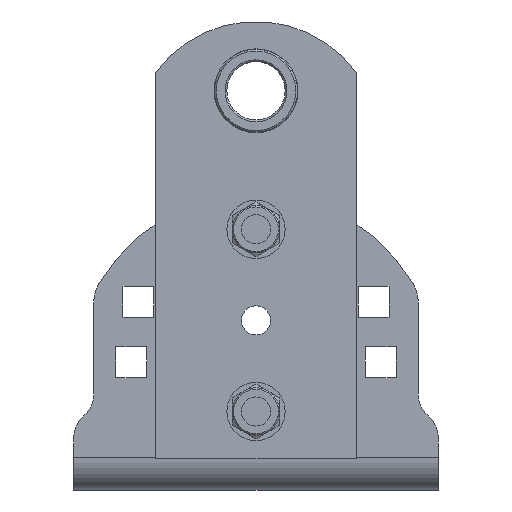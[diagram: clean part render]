
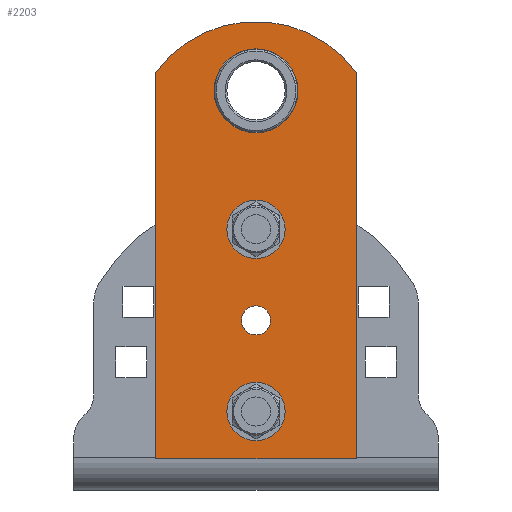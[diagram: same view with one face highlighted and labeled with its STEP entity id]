
A CAD part, front view. The second image highlights one B-rep face of the part: STEP entity #2203.
In plain terms, the highlighted planar face has unit normal (0, -1, 0).
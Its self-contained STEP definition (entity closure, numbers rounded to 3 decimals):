
#13 = DIRECTION ( 'NONE',  ( 0., 0., 1. ) ) ;
#40 = CARTESIAN_POINT ( 'NONE',  ( 63., 0., 0. ) ) ;
#67 = CARTESIAN_POINT ( 'NONE',  ( 38., 0., 4. ) ) ;
#81 = VECTOR ( 'NONE', #5024, 1000. ) ;
#121 = EDGE_CURVE ( 'NONE', #5018, #4047, #1931, .T. ) ;
#204 = VECTOR ( 'NONE', #4282, 1000. ) ;
#245 = DIRECTION ( 'NONE',  ( 0., -1., 0. ) ) ;
#251 = VERTEX_POINT ( 'NONE', #1752 ) ;
#310 = DIRECTION ( 'NONE',  ( 0., 0., -1. ) ) ;
#320 = VERTEX_POINT ( 'NONE', #2171 ) ;
#330 = VERTEX_POINT ( 'NONE', #650 ) ;
#352 = ORIENTED_EDGE ( 'NONE', *, *, #4575, .T. ) ;
#445 = DIRECTION ( 'NONE',  ( 0., 0., 1. ) ) ;
#540 = AXIS2_PLACEMENT_3D ( 'NONE', #5394, #245, #310 ) ;
#559 = EDGE_CURVE ( 'NONE', #4586, #251, #3415, .T. ) ;
#583 = EDGE_LOOP ( 'NONE', ( #713, #352 ) ) ;
#650 = CARTESIAN_POINT ( 'NONE',  ( 63., 0., 4. ) ) ;
#713 = ORIENTED_EDGE ( 'NONE', *, *, #2074, .T. ) ;
#749 = CARTESIAN_POINT ( 'NONE',  ( 38., 0., 0. ) ) ;
#838 = AXIS2_PLACEMENT_3D ( 'NONE', #4836, #2052, #4307 ) ;
#859 = CIRCLE ( 'NONE', #2915, 4. ) ;
#929 = EDGE_CURVE ( 'NONE', #2547, #5610, #3665, .T. ) ;
#932 = VECTOR ( 'NONE', #5487, 1000. ) ;
#935 = EDGE_LOOP ( 'NONE', ( #5339, #5722 ) ) ;
#976 = DIRECTION ( 'NONE',  ( 0., 1., 0. ) ) ;
#1072 = ORIENTED_EDGE ( 'NONE', *, *, #4330, .T. ) ;
#1222 = AXIS2_PLACEMENT_3D ( 'NONE', #2750, #4250, #13 ) ;
#1274 = DIRECTION ( 'NONE',  ( 0., 0., 1. ) ) ;
#1298 = EDGE_CURVE ( 'NONE', #1668, #4806, #5888, .T. ) ;
#1362 = EDGE_LOOP ( 'NONE', ( #5089, #1459, #2466, #4911 ) ) ;
#1363 = DIRECTION ( 'NONE',  ( 0., 1., 0. ) ) ;
#1399 = VERTEX_POINT ( 'NONE', #67 ) ;
#1459 = ORIENTED_EDGE ( 'NONE', *, *, #1474, .F. ) ;
#1474 = EDGE_CURVE ( 'NONE', #5610, #1668, #1500, .T. ) ;
#1500 = CIRCLE ( 'NONE', #4747, 34.009 ) ;
#1524 = CIRCLE ( 'NONE', #4591, 4. ) ;
#1668 = VERTEX_POINT ( 'NONE', #2504 ) ;
#1734 = PLANE ( 'NONE',  #540 ) ;
#1752 = CARTESIAN_POINT ( 'NONE',  ( 13., 0., -4. ) ) ;
#1862 = DIRECTION ( 'NONE',  ( 0., 0., -1. ) ) ;
#1926 = CARTESIAN_POINT ( 'NONE',  ( 101., 0., -11.5 ) ) ;
#1931 = CIRCLE ( 'NONE', #6076, 11.5 ) ;
#2035 = CARTESIAN_POINT ( 'NONE',  ( 13., 0., 4. ) ) ;
#2052 = DIRECTION ( 'NONE',  ( 0., 1., 0. ) ) ;
#2055 = ORIENTED_EDGE ( 'NONE', *, *, #121, .T. ) ;
#2074 = EDGE_CURVE ( 'NONE', #320, #1399, #3406, .T. ) ;
#2096 = DIRECTION ( 'NONE',  ( 0., 0., 1. ) ) ;
#2165 = EDGE_CURVE ( 'NONE', #4047, #5018, #4504, .T. ) ;
#2171 = CARTESIAN_POINT ( 'NONE',  ( 38., 0., -4. ) ) ;
#2203 = ADVANCED_FACE ( 'NONE', ( #4546, #3050, #4020, #6071, #4937 ), #1734, .T. ) ;
#2207 = CIRCLE ( 'NONE', #1222, 4. ) ;
#2231 = AXIS2_PLACEMENT_3D ( 'NONE', #4081, #3088, #1274 ) ;
#2271 = EDGE_CURVE ( 'NONE', #4642, #330, #859, .T. ) ;
#2392 = ORIENTED_EDGE ( 'NONE', *, *, #2271, .T. ) ;
#2395 = CARTESIAN_POINT ( 'NONE',  ( 0., 0., -27.5 ) ) ;
#2452 = EDGE_CURVE ( 'NONE', #4806, #2547, #3514, .T. ) ;
#2466 = ORIENTED_EDGE ( 'NONE', *, *, #929, .F. ) ;
#2504 = CARTESIAN_POINT ( 'NONE',  ( 106., 0., -27.5 ) ) ;
#2547 = VERTEX_POINT ( 'NONE', #4105 ) ;
#2642 = AXIS2_PLACEMENT_3D ( 'NONE', #4112, #1363, #5607 ) ;
#2649 = DIRECTION ( 'NONE',  ( 0., 0., 1. ) ) ;
#2750 = CARTESIAN_POINT ( 'NONE',  ( 13., 0., 0. ) ) ;
#2793 = CARTESIAN_POINT ( 'NONE',  ( 85.991, 0., 0. ) ) ;
#2915 = AXIS2_PLACEMENT_3D ( 'NONE', #40, #976, #445 ) ;
#3011 = CARTESIAN_POINT ( 'NONE',  ( 0., 0., -27.5 ) ) ;
#3050 = FACE_BOUND ( 'NONE', #935, .T. ) ;
#3088 = DIRECTION ( 'NONE',  ( 0., 1., 0. ) ) ;
#3254 = CARTESIAN_POINT ( 'NONE',  ( 101., 0., 0. ) ) ;
#3406 = CIRCLE ( 'NONE', #2231, 4. ) ;
#3415 = CIRCLE ( 'NONE', #2642, 4. ) ;
#3456 = CARTESIAN_POINT ( 'NONE',  ( 106., 0., 27.5 ) ) ;
#3514 = LINE ( 'NONE', #3011, #932 ) ;
#3519 = EDGE_CURVE ( 'NONE', #251, #4586, #2207, .T. ) ;
#3575 = CARTESIAN_POINT ( 'NONE',  ( 101., 0., 11.5 ) ) ;
#3665 = LINE ( 'NONE', #4625, #81 ) ;
#3790 = CIRCLE ( 'NONE', #838, 4. ) ;
#3874 = EDGE_LOOP ( 'NONE', ( #6008, #2055 ) ) ;
#4005 = CARTESIAN_POINT ( 'NONE',  ( 101., 0., 0. ) ) ;
#4020 = FACE_OUTER_BOUND ( 'NONE', #1362, .T. ) ;
#4047 = VERTEX_POINT ( 'NONE', #1926 ) ;
#4081 = CARTESIAN_POINT ( 'NONE',  ( 38., 0., 0. ) ) ;
#4105 = CARTESIAN_POINT ( 'NONE',  ( 0., 0., 27.5 ) ) ;
#4112 = CARTESIAN_POINT ( 'NONE',  ( 13., 0., 0. ) ) ;
#4123 = DIRECTION ( 'NONE',  ( 0., 1., 0. ) ) ;
#4250 = DIRECTION ( 'NONE',  ( 0., 1., 0. ) ) ;
#4282 = DIRECTION ( 'NONE',  ( -1., 0., 0. ) ) ;
#4307 = DIRECTION ( 'NONE',  ( 0., 0., 1. ) ) ;
#4330 = EDGE_CURVE ( 'NONE', #330, #4642, #3790, .T. ) ;
#4504 = CIRCLE ( 'NONE', #5666, 11.5 ) ;
#4521 = DIRECTION ( 'NONE',  ( 0., 1., 0. ) ) ;
#4546 = FACE_BOUND ( 'NONE', #4908, .T. ) ;
#4575 = EDGE_CURVE ( 'NONE', #1399, #320, #1524, .T. ) ;
#4586 = VERTEX_POINT ( 'NONE', #2035 ) ;
#4591 = AXIS2_PLACEMENT_3D ( 'NONE', #749, #4521, #5430 ) ;
#4625 = CARTESIAN_POINT ( 'NONE',  ( 0., 0., 27.5 ) ) ;
#4642 = VERTEX_POINT ( 'NONE', #5013 ) ;
#4747 = AXIS2_PLACEMENT_3D ( 'NONE', #2793, #6092, #1862 ) ;
#4806 = VERTEX_POINT ( 'NONE', #4831 ) ;
#4831 = CARTESIAN_POINT ( 'NONE',  ( 0., 0., -27.5 ) ) ;
#4836 = CARTESIAN_POINT ( 'NONE',  ( 63., 0., 0. ) ) ;
#4908 = EDGE_LOOP ( 'NONE', ( #2392, #1072 ) ) ;
#4911 = ORIENTED_EDGE ( 'NONE', *, *, #2452, .F. ) ;
#4937 = FACE_BOUND ( 'NONE', #3874, .T. ) ;
#5013 = CARTESIAN_POINT ( 'NONE',  ( 63., 0., -4. ) ) ;
#5018 = VERTEX_POINT ( 'NONE', #3575 ) ;
#5024 = DIRECTION ( 'NONE',  ( 1., 0., 0. ) ) ;
#5089 = ORIENTED_EDGE ( 'NONE', *, *, #1298, .F. ) ;
#5339 = ORIENTED_EDGE ( 'NONE', *, *, #3519, .T. ) ;
#5394 = CARTESIAN_POINT ( 'NONE',  ( 85.991, 0., 0. ) ) ;
#5430 = DIRECTION ( 'NONE',  ( 0., 0., 1. ) ) ;
#5487 = DIRECTION ( 'NONE',  ( 0., 0., 1. ) ) ;
#5607 = DIRECTION ( 'NONE',  ( 0., 0., 1. ) ) ;
#5610 = VERTEX_POINT ( 'NONE', #3456 ) ;
#5666 = AXIS2_PLACEMENT_3D ( 'NONE', #3254, #5963, #2096 ) ;
#5722 = ORIENTED_EDGE ( 'NONE', *, *, #559, .T. ) ;
#5888 = LINE ( 'NONE', #2395, #204 ) ;
#5963 = DIRECTION ( 'NONE',  ( 0., 1., 0. ) ) ;
#6008 = ORIENTED_EDGE ( 'NONE', *, *, #2165, .T. ) ;
#6071 = FACE_BOUND ( 'NONE', #583, .T. ) ;
#6076 = AXIS2_PLACEMENT_3D ( 'NONE', #4005, #4123, #2649 ) ;
#6092 = DIRECTION ( 'NONE',  ( 0., 1., 0. ) ) ;
